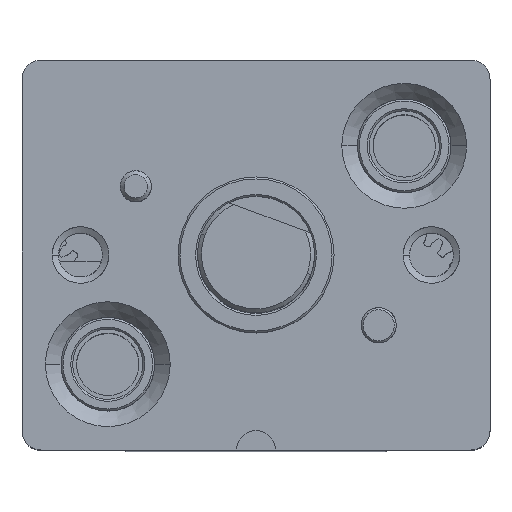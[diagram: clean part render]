
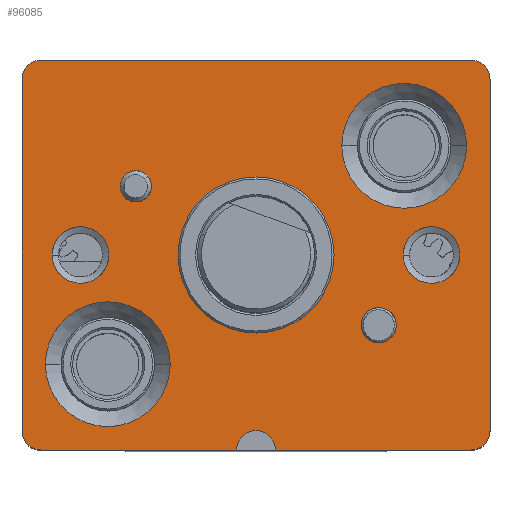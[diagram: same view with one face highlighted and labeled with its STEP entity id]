
A CAD part, top view. The second image highlights one B-rep face of the part: STEP entity #96085.
In plain terms, the highlighted planar face has unit normal (0, 0, 1).
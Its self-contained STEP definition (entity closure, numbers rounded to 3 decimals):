
#94765=DIRECTION('',(-1.,0.,0.));
#94766=VECTOR('',#94765,5.);
#94767=CARTESIAN_POINT('',(5.5,-5.,0.8));
#94768=LINE('',#94767,#94766);
#94769=CARTESIAN_POINT('',(0.,-5.,0.8));
#94770=DIRECTION('',(0.,0.,-1.));
#94771=DIRECTION('',(-1.,0.,0.));
#94772=AXIS2_PLACEMENT_3D('',#94769,#94770,#94771);
#94774=CARTESIAN_POINT('',(-5.5,-4.5,0.8));
#94775=DIRECTION('',(0.,0.,1.));
#94776=DIRECTION('',(-1.,0.,0.));
#94777=AXIS2_PLACEMENT_3D('',#94774,#94775,#94776);
#94779=CARTESIAN_POINT('',(-5.5,4.5,0.8));
#94780=DIRECTION('',(0.,0.,1.));
#94781=DIRECTION('',(0.,1.,0.));
#94782=AXIS2_PLACEMENT_3D('',#94779,#94780,#94781);
#94784=CARTESIAN_POINT('',(5.5,4.5,0.8));
#94785=DIRECTION('',(0.,0.,1.));
#94786=DIRECTION('',(1.,0.,0.));
#94787=AXIS2_PLACEMENT_3D('',#94784,#94785,#94786);
#94789=CARTESIAN_POINT('',(5.5,-4.5,0.8));
#94790=DIRECTION('',(0.,0.,1.));
#94791=DIRECTION('',(0.,-1.,0.));
#94792=AXIS2_PLACEMENT_3D('',#94789,#94790,#94791);
#94794=CARTESIAN_POINT('',(-3.8,-2.8,0.8));
#94795=DIRECTION('',(0.,0.,-1.));
#94796=DIRECTION('',(1.,0.,0.));
#94797=AXIS2_PLACEMENT_3D('',#94794,#94795,#94796);
#94799=CARTESIAN_POINT('',(-3.8,-2.8,0.8));
#94800=DIRECTION('',(0.,0.,-1.));
#94801=DIRECTION('',(-1.,0.,0.));
#94802=AXIS2_PLACEMENT_3D('',#94799,#94800,#94801);
#94804=CARTESIAN_POINT('',(3.8,2.8,0.8));
#94805=DIRECTION('',(0.,0.,-1.));
#94806=DIRECTION('',(1.,0.,0.));
#94807=AXIS2_PLACEMENT_3D('',#94804,#94805,#94806);
#94809=CARTESIAN_POINT('',(3.8,2.8,0.8));
#94810=DIRECTION('',(0.,0.,-1.));
#94811=DIRECTION('',(-1.,0.,0.));
#94812=AXIS2_PLACEMENT_3D('',#94809,#94810,#94811);
#94814=CARTESIAN_POINT('',(-4.5,0.,0.8));
#94815=DIRECTION('',(0.,0.,-1.));
#94816=DIRECTION('',(1.,0.,0.));
#94817=AXIS2_PLACEMENT_3D('',#94814,#94815,#94816);
#94819=CARTESIAN_POINT('',(-4.5,0.,0.8));
#94820=DIRECTION('',(0.,0.,-1.));
#94821=DIRECTION('',(-1.,0.,0.));
#94822=AXIS2_PLACEMENT_3D('',#94819,#94820,#94821);
#94824=CARTESIAN_POINT('',(-3.081,1.76,0.8));
#94825=DIRECTION('',(0.,0.,-1.));
#94826=DIRECTION('',(1.,0.,0.));
#94827=AXIS2_PLACEMENT_3D('',#94824,#94825,#94826);
#94829=CARTESIAN_POINT('',(-3.081,1.76,0.8));
#94830=DIRECTION('',(0.,0.,-1.));
#94831=DIRECTION('',(-1.,0.,0.));
#94832=AXIS2_PLACEMENT_3D('',#94829,#94830,#94831);
#94834=CARTESIAN_POINT('',(0.,0.,0.8));
#94835=DIRECTION('',(0.,0.,-1.));
#94836=DIRECTION('',(1.,0.,0.));
#94837=AXIS2_PLACEMENT_3D('',#94834,#94835,#94836);
#94839=CARTESIAN_POINT('',(0.,0.,0.8));
#94840=DIRECTION('',(0.,0.,-1.));
#94841=DIRECTION('',(-1.,0.,0.));
#94842=AXIS2_PLACEMENT_3D('',#94839,#94840,#94841);
#94844=CARTESIAN_POINT('',(3.146,-1.802,0.8));
#94845=DIRECTION('',(0.,0.,-1.));
#94846=DIRECTION('',(1.,0.,0.));
#94847=AXIS2_PLACEMENT_3D('',#94844,#94845,#94846);
#94849=CARTESIAN_POINT('',(3.146,-1.802,0.8));
#94850=DIRECTION('',(0.,0.,-1.));
#94851=DIRECTION('',(-1.,0.,0.));
#94852=AXIS2_PLACEMENT_3D('',#94849,#94850,#94851);
#94854=CARTESIAN_POINT('',(4.5,0.,0.8));
#94855=DIRECTION('',(0.,0.,-1.));
#94856=DIRECTION('',(1.,0.,0.));
#94857=AXIS2_PLACEMENT_3D('',#94854,#94855,#94856);
#94859=CARTESIAN_POINT('',(4.5,0.,0.8));
#94860=DIRECTION('',(0.,0.,-1.));
#94861=DIRECTION('',(-1.,0.,0.));
#94862=AXIS2_PLACEMENT_3D('',#94859,#94860,#94861);
#94864=DIRECTION('',(-1.,0.,0.));
#94865=VECTOR('',#94864,5.);
#94866=CARTESIAN_POINT('',(-0.5,-5.,0.8));
#94867=LINE('',#94866,#94865);
#94876=DIRECTION('',(0.,1.,0.));
#94877=VECTOR('',#94876,9.);
#94878=CARTESIAN_POINT('',(-6.,-4.5,0.8));
#94879=LINE('',#94878,#94877);
#94888=DIRECTION('',(1.,0.,0.));
#94889=VECTOR('',#94888,11.);
#94890=CARTESIAN_POINT('',(-5.5,5.,0.8));
#94891=LINE('',#94890,#94889);
#94900=DIRECTION('',(0.,-1.,0.));
#94901=VECTOR('',#94900,9.);
#94902=CARTESIAN_POINT('',(6.,4.5,0.8));
#94903=LINE('',#94902,#94901);
#95781=CARTESIAN_POINT('',(-6.,4.5,0.8));
#95783=VERTEX_POINT('',#95781);
#95786=CARTESIAN_POINT('',(-5.4,-2.8,0.8));
#95787=CARTESIAN_POINT('',(-2.2,-2.8,0.8));
#95788=VERTEX_POINT('',#95786);
#95789=VERTEX_POINT('',#95787);
#95793=CARTESIAN_POINT('',(6.,-4.5,0.8));
#95795=VERTEX_POINT('',#95793);
#95799=CARTESIAN_POINT('',(3.775,0.,0.8));
#95801=VERTEX_POINT('',#95799);
#95807=CARTESIAN_POINT('',(2.,0.,0.8));
#95809=VERTEX_POINT('',#95807);
#95820=CARTESIAN_POINT('',(-6.,-4.5,0.8));
#95821=CARTESIAN_POINT('',(-5.5,-5.,0.8));
#95822=VERTEX_POINT('',#95820);
#95823=VERTEX_POINT('',#95821);
#95827=CARTESIAN_POINT('',(2.2,2.8,0.8));
#95828=CARTESIAN_POINT('',(5.4,2.8,0.8));
#95829=VERTEX_POINT('',#95827);
#95830=VERTEX_POINT('',#95828);
#95835=CARTESIAN_POINT('',(-3.775,0.,0.8));
#95836=VERTEX_POINT('',#95835);
#95841=CARTESIAN_POINT('',(5.5,5.,0.8));
#95843=VERTEX_POINT('',#95841);
#95844=CARTESIAN_POINT('',(5.225,0.,0.8));
#95845=VERTEX_POINT('',#95844);
#95848=CARTESIAN_POINT('',(5.5,-5.,0.8));
#95850=VERTEX_POINT('',#95848);
#95854=CARTESIAN_POINT('',(-5.225,0.,0.8));
#95855=VERTEX_POINT('',#95854);
#95865=CARTESIAN_POINT('',(-2.,0.,0.8));
#95866=VERTEX_POINT('',#95865);
#95879=CARTESIAN_POINT('',(-3.481,1.76,0.8));
#95880=VERTEX_POINT('',#95879);
#95881=CARTESIAN_POINT('',(-5.5,5.,0.8));
#95882=VERTEX_POINT('',#95881);
#95887=CARTESIAN_POINT('',(6.,4.5,0.8));
#95888=VERTEX_POINT('',#95887);
#95901=CARTESIAN_POINT('',(-0.5,-5.,0.8));
#95903=VERTEX_POINT('',#95901);
#95909=CARTESIAN_POINT('',(2.696,-1.802,0.8));
#95910=CARTESIAN_POINT('',(3.596,-1.802,0.8));
#95911=VERTEX_POINT('',#95909);
#95912=VERTEX_POINT('',#95910);
#95914=CARTESIAN_POINT('',(0.5,-5.,0.8));
#95916=VERTEX_POINT('',#95914);
#95917=CARTESIAN_POINT('',(-2.681,1.76,0.8));
#95918=VERTEX_POINT('',#95917);
#96018=CARTESIAN_POINT('',(0.,-5.,0.8));
#96019=DIRECTION('',(0.,0.,1.));
#96020=DIRECTION('',(1.,0.,0.));
#96021=AXIS2_PLACEMENT_3D('',#96018,#96019,#96020);
#96022=PLANE('',#96021);
#96023=ORIENTED_EDGE('',*,*,#95928,.F.);
#96025=ORIENTED_EDGE('',*,*,#96024,.T.);
#96027=ORIENTED_EDGE('',*,*,#96026,.F.);
#96029=ORIENTED_EDGE('',*,*,#96028,.T.);
#96031=ORIENTED_EDGE('',*,*,#96030,.F.);
#96033=ORIENTED_EDGE('',*,*,#96032,.T.);
#96035=ORIENTED_EDGE('',*,*,#96034,.F.);
#96037=ORIENTED_EDGE('',*,*,#96036,.T.);
#96039=ORIENTED_EDGE('',*,*,#96038,.F.);
#96040=ORIENTED_EDGE('',*,*,#96011,.T.);
#96041=EDGE_LOOP('',(#96023,#96025,#96027,#96029,#96031,#96033,#96035,#96037,
#96039,#96040));
#96042=FACE_OUTER_BOUND('',#96041,.F.);
#96044=ORIENTED_EDGE('',*,*,#96043,.F.);
#96046=ORIENTED_EDGE('',*,*,#96045,.F.);
#96047=EDGE_LOOP('',(#96044,#96046));
#96048=FACE_BOUND('',#96047,.F.);
#96050=ORIENTED_EDGE('',*,*,#96049,.F.);
#96052=ORIENTED_EDGE('',*,*,#96051,.F.);
#96053=EDGE_LOOP('',(#96050,#96052));
#96054=FACE_BOUND('',#96053,.F.);
#96056=ORIENTED_EDGE('',*,*,#96055,.F.);
#96058=ORIENTED_EDGE('',*,*,#96057,.F.);
#96059=EDGE_LOOP('',(#96056,#96058));
#96060=FACE_BOUND('',#96059,.F.);
#96062=ORIENTED_EDGE('',*,*,#96061,.F.);
#96064=ORIENTED_EDGE('',*,*,#96063,.F.);
#96065=EDGE_LOOP('',(#96062,#96064));
#96066=FACE_BOUND('',#96065,.F.);
#96068=ORIENTED_EDGE('',*,*,#96067,.F.);
#96070=ORIENTED_EDGE('',*,*,#96069,.F.);
#96071=EDGE_LOOP('',(#96068,#96070));
#96072=FACE_BOUND('',#96071,.F.);
#96074=ORIENTED_EDGE('',*,*,#96073,.F.);
#96076=ORIENTED_EDGE('',*,*,#96075,.F.);
#96077=EDGE_LOOP('',(#96074,#96076));
#96078=FACE_BOUND('',#96077,.F.);
#96080=ORIENTED_EDGE('',*,*,#96079,.F.);
#96082=ORIENTED_EDGE('',*,*,#96081,.F.);
#96083=EDGE_LOOP('',(#96080,#96082));
#96084=FACE_BOUND('',#96083,.F.);
#94773=CIRCLE('',#94772,0.5);
#94778=CIRCLE('',#94777,0.5);
#94783=CIRCLE('',#94782,0.5);
#94788=CIRCLE('',#94787,0.5);
#94793=CIRCLE('',#94792,0.5);
#94798=CIRCLE('',#94797,1.6);
#94803=CIRCLE('',#94802,1.6);
#94808=CIRCLE('',#94807,1.6);
#94813=CIRCLE('',#94812,1.6);
#94818=CIRCLE('',#94817,0.725);
#94823=CIRCLE('',#94822,0.725);
#94828=CIRCLE('',#94827,0.4);
#94833=CIRCLE('',#94832,0.4);
#94838=CIRCLE('',#94837,2.);
#94843=CIRCLE('',#94842,2.);
#94848=CIRCLE('',#94847,0.45);
#94853=CIRCLE('',#94852,0.45);
#94858=CIRCLE('',#94857,0.725);
#94863=CIRCLE('',#94862,0.725);
#95928=EDGE_CURVE('',#95903,#95916,#94773,.T.);
#96011=EDGE_CURVE('',#95850,#95916,#94768,.T.);
#96024=EDGE_CURVE('',#95903,#95823,#94867,.T.);
#96026=EDGE_CURVE('',#95822,#95823,#94778,.T.);
#96028=EDGE_CURVE('',#95822,#95783,#94879,.T.);
#96030=EDGE_CURVE('',#95882,#95783,#94783,.T.);
#96032=EDGE_CURVE('',#95882,#95843,#94891,.T.);
#96034=EDGE_CURVE('',#95888,#95843,#94788,.T.);
#96036=EDGE_CURVE('',#95888,#95795,#94903,.T.);
#96038=EDGE_CURVE('',#95850,#95795,#94793,.T.);
#96043=EDGE_CURVE('',#95789,#95788,#94798,.T.);
#96045=EDGE_CURVE('',#95788,#95789,#94803,.T.);
#96049=EDGE_CURVE('',#95830,#95829,#94808,.T.);
#96051=EDGE_CURVE('',#95829,#95830,#94813,.T.);
#96055=EDGE_CURVE('',#95836,#95855,#94818,.T.);
#96057=EDGE_CURVE('',#95855,#95836,#94823,.T.);
#96061=EDGE_CURVE('',#95918,#95880,#94828,.T.);
#96063=EDGE_CURVE('',#95880,#95918,#94833,.T.);
#96067=EDGE_CURVE('',#95809,#95866,#94838,.T.);
#96069=EDGE_CURVE('',#95866,#95809,#94843,.T.);
#96073=EDGE_CURVE('',#95912,#95911,#94848,.T.);
#96075=EDGE_CURVE('',#95911,#95912,#94853,.T.);
#96079=EDGE_CURVE('',#95845,#95801,#94858,.T.);
#96081=EDGE_CURVE('',#95801,#95845,#94863,.T.);
#96085=ADVANCED_FACE('',(#96042,#96048,#96054,#96060,#96066,#96072,#96078,
#96084),#96022,.T.);
